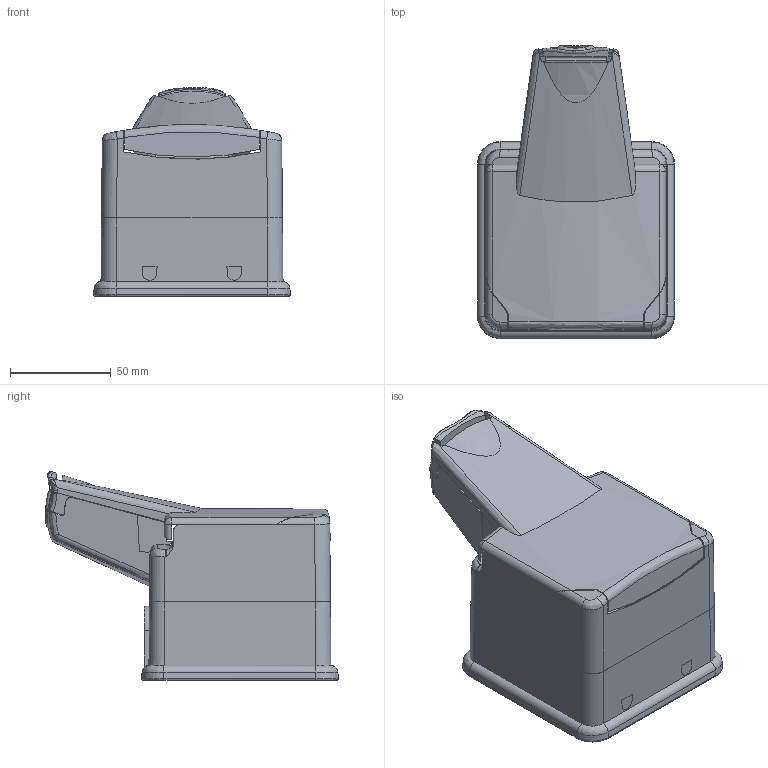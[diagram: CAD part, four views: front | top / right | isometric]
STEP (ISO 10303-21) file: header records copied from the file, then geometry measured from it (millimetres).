
FILE_DESCRIPTION(('CATIA V5 STEP Exchange','CAx-IF Rec.Pracs.--- Model Styling and Organization---1.4--- 2014-01-23'),'2;1');
FILE_NAME('090465.stp','2021-01-07T07:54:29+00:00',('none'),('none'),'CATIA Version 5-6 Release 2017 SP3','CATIA V5 STEP AP214','none');
FILE_SCHEMA(('AUTOMOTIVE_DESIGN { 1 0 10303 214 1 1 1 1 }'));
Length unit declared in the file: millimetre
Products named in the file (1): 090465
Bounding box: 97.93 x 145.66 x 103.83 mm (x, y, z)
Surface area: 58594.9 mm2 (no closed solid volume)
Topology: 0 solids, 5 shells, 345 faces, 1043 edges, 703 vertices
Faces by surface type: bspline 117, plane 105, cylinder 75, cone 28, torus 20
Entity records: 18770 total; most frequent: CARTESIAN_POINT 11186, ORIENTED_EDGE 1761, EDGE_CURVE 1037, DIRECTION 913, VERTEX_POINT 699, B_SPLINE_CURVE_WITH_KNOTS 555, AXIS2_PLACEMENT_3D 375, EDGE_LOOP 371
